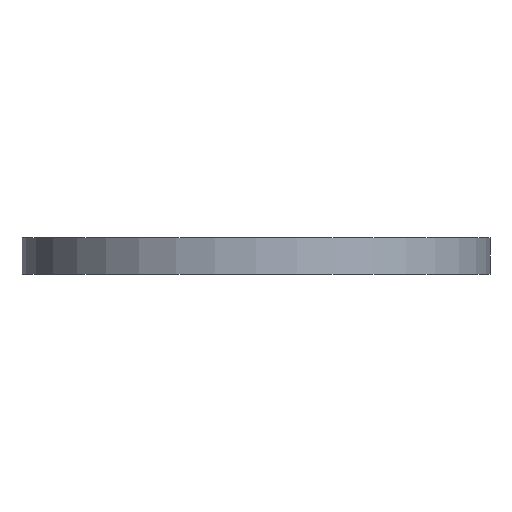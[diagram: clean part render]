
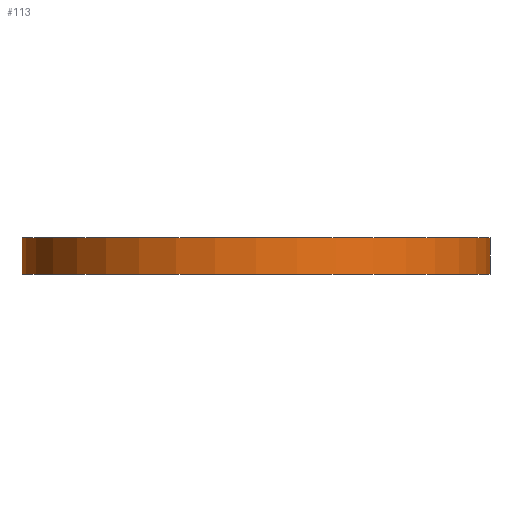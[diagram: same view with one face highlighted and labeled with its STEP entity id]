
A CAD part, front view. The second image highlights one B-rep face of the part: STEP entity #113.
In plain terms, the highlighted cylindrical face has radius 32 mm (diameter 64 mm), a partial arc.
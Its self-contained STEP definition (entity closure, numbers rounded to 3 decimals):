
#50 = DIRECTION ( 'NONE',  ( 1., 0., 0. ) ) ;
#80 = CYLINDRICAL_SURFACE ( 'NONE', #193, 32. ) ;
#97 = DIRECTION ( 'NONE',  ( 0., 0., -1. ) ) ;
#113 = ADVANCED_FACE ( 'NONE', ( #304 ), #80, .T. ) ;
#134 = EDGE_LOOP ( 'NONE', ( #616, #632, #201, #612 ) ) ;
#142 = CARTESIAN_POINT ( 'NONE',  ( 0., 0., 5. ) ) ;
#145 = EDGE_CURVE ( 'NONE', #342, #691, #279, .T. ) ;
#158 = AXIS2_PLACEMENT_3D ( 'NONE', #142, #532, #658 ) ;
#168 = LINE ( 'NONE', #686, #435 ) ;
#171 = VECTOR ( 'NONE', #97, 1000. ) ;
#178 = EDGE_CURVE ( 'NONE', #342, #420, #662, .T. ) ;
#180 = CARTESIAN_POINT ( 'NONE',  ( 32., 0., 0. ) ) ;
#193 = AXIS2_PLACEMENT_3D ( 'NONE', #708, #362, #253 ) ;
#201 = ORIENTED_EDGE ( 'NONE', *, *, #178, .T. ) ;
#232 = EDGE_CURVE ( 'NONE', #420, #549, #471, .T. ) ;
#253 = DIRECTION ( 'NONE',  ( -1., 0., 0. ) ) ;
#270 = CARTESIAN_POINT ( 'NONE',  ( -32., 0., 5. ) ) ;
#279 = CIRCLE ( 'NONE', #158, 32. ) ;
#304 = FACE_OUTER_BOUND ( 'NONE', #134, .T. ) ;
#330 = CARTESIAN_POINT ( 'NONE',  ( -32., 0., 0. ) ) ;
#342 = VERTEX_POINT ( 'NONE', #671 ) ;
#362 = DIRECTION ( 'NONE',  ( 0., 0., -1. ) ) ;
#420 = VERTEX_POINT ( 'NONE', #330 ) ;
#435 = VECTOR ( 'NONE', #677, 1000. ) ;
#471 = CIRCLE ( 'NONE', #555, 32. ) ;
#499 = EDGE_CURVE ( 'NONE', #691, #549, #168, .T. ) ;
#532 = DIRECTION ( 'NONE',  ( 0., 0., 1. ) ) ;
#549 = VERTEX_POINT ( 'NONE', #180 ) ;
#555 = AXIS2_PLACEMENT_3D ( 'NONE', #669, #599, #50 ) ;
#562 = CARTESIAN_POINT ( 'NONE',  ( 32., 0., 5. ) ) ;
#599 = DIRECTION ( 'NONE',  ( 0., 0., 1. ) ) ;
#612 = ORIENTED_EDGE ( 'NONE', *, *, #232, .T. ) ;
#616 = ORIENTED_EDGE ( 'NONE', *, *, #499, .F. ) ;
#632 = ORIENTED_EDGE ( 'NONE', *, *, #145, .F. ) ;
#658 = DIRECTION ( 'NONE',  ( 1., 0., 0. ) ) ;
#662 = LINE ( 'NONE', #270, #171 ) ;
#669 = CARTESIAN_POINT ( 'NONE',  ( 0., 0., 0. ) ) ;
#671 = CARTESIAN_POINT ( 'NONE',  ( -32., 0., 5. ) ) ;
#677 = DIRECTION ( 'NONE',  ( 0., 0., -1. ) ) ;
#686 = CARTESIAN_POINT ( 'NONE',  ( 32., 0., 5. ) ) ;
#691 = VERTEX_POINT ( 'NONE', #562 ) ;
#708 = CARTESIAN_POINT ( 'NONE',  ( 0., 0., 5. ) ) ;
